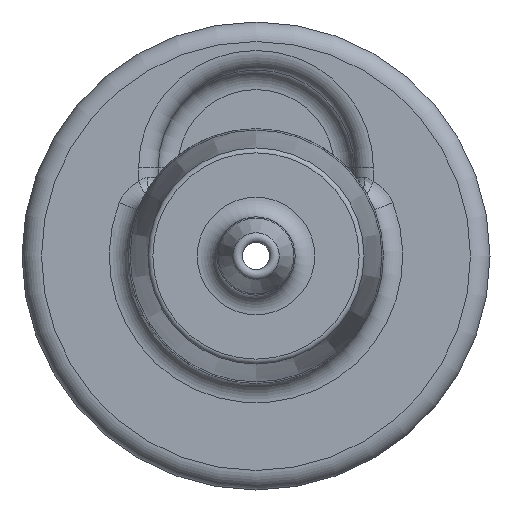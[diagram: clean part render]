
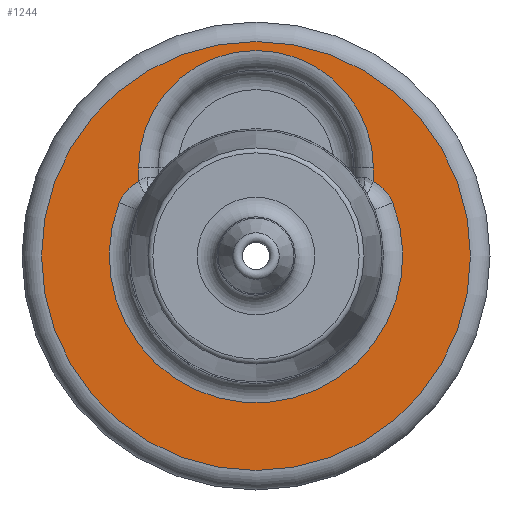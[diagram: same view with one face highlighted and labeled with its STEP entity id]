
A CAD part, front view. The second image highlights one B-rep face of the part: STEP entity #1244.
In plain terms, the highlighted planar face has unit normal (0, -1, 0).
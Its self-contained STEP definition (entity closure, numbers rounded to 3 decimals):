
#30=FACE_BOUND('',#153,.T.);
#35=PLANE('',#1346);
#75=FACE_OUTER_BOUND('',#152,.T.);
#152=EDGE_LOOP('',(#843));
#153=EDGE_LOOP('',(#844,#845,#846,#847,#848,#849));
#292=CIRCLE('',#1339,10.959);
#298=CIRCLE('',#1347,2.);
#299=CIRCLE('',#1348,6.);
#300=CIRCLE('',#1349,2.);
#301=CIRCLE('',#1350,7.5);
#392=LINE('',#2121,#435);
#393=LINE('',#2125,#436);
#435=VECTOR('',#1543,10.);
#436=VECTOR('',#1546,10.);
#502=VERTEX_POINT('',#2103);
#507=VERTEX_POINT('',#2117);
#508=VERTEX_POINT('',#2118);
#509=VERTEX_POINT('',#2120);
#510=VERTEX_POINT('',#2122);
#511=VERTEX_POINT('',#2124);
#512=VERTEX_POINT('',#2126);
#629=EDGE_CURVE('',#502,#502,#292,.T.);
#636=EDGE_CURVE('',#507,#508,#298,.T.);
#637=EDGE_CURVE('',#509,#507,#392,.T.);
#638=EDGE_CURVE('',#510,#509,#299,.T.);
#639=EDGE_CURVE('',#511,#510,#393,.T.);
#640=EDGE_CURVE('',#512,#511,#300,.T.);
#641=EDGE_CURVE('',#508,#512,#301,.T.);
#843=ORIENTED_EDGE('',*,*,#629,.F.);
#844=ORIENTED_EDGE('',*,*,#636,.F.);
#845=ORIENTED_EDGE('',*,*,#637,.F.);
#846=ORIENTED_EDGE('',*,*,#638,.F.);
#847=ORIENTED_EDGE('',*,*,#639,.F.);
#848=ORIENTED_EDGE('',*,*,#640,.F.);
#849=ORIENTED_EDGE('',*,*,#641,.F.);
#1244=ADVANCED_FACE('',(#75,#30),#35,.T.);
#1339=AXIS2_PLACEMENT_3D('',#2104,#1524,#1525);
#1346=AXIS2_PLACEMENT_3D('',#2116,#1539,#1540);
#1347=AXIS2_PLACEMENT_3D('',#2119,#1541,#1542);
#1348=AXIS2_PLACEMENT_3D('',#2123,#1544,#1545);
#1349=AXIS2_PLACEMENT_3D('',#2127,#1547,#1548);
#1350=AXIS2_PLACEMENT_3D('',#2128,#1549,#1550);
#1524=DIRECTION('center_axis',(0.,1.,0.));
#1525=DIRECTION('ref_axis',(-1.,0.,0.));
#1539=DIRECTION('center_axis',(0.,-1.,0.));
#1540=DIRECTION('ref_axis',(1.,0.,0.));
#1541=DIRECTION('center_axis',(0.,-1.,0.));
#1542=DIRECTION('ref_axis',(-0.735,0.,0.678));
#1543=DIRECTION('',(0.,0.,-1.));
#1544=DIRECTION('center_axis',(0.,-1.,0.));
#1545=DIRECTION('ref_axis',(0.,0.,1.));
#1546=DIRECTION('',(0.,0.,1.));
#1547=DIRECTION('center_axis',(0.,-1.,0.));
#1548=DIRECTION('ref_axis',(0.735,0.,0.678));
#1549=DIRECTION('center_axis',(0.,-1.,0.));
#1550=DIRECTION('ref_axis',(0.,0.,-1.));
#2103=CARTESIAN_POINT('',(0.,33.,10.959));
#2104=CARTESIAN_POINT('Origin',(0.,33.,0.));
#2116=CARTESIAN_POINT('Origin',(0.,33.,0.));
#2117=CARTESIAN_POINT('',(-6.,33.,3.798));
#2118=CARTESIAN_POINT('',(-6.987,33.,2.727));
#2119=CARTESIAN_POINT('Origin',(-5.123,33.,2.));
#2120=CARTESIAN_POINT('',(-6.,33.,4.5));
#2121=CARTESIAN_POINT('',(-6.,33.,1.5));
#2122=CARTESIAN_POINT('',(6.,33.,4.5));
#2123=CARTESIAN_POINT('Origin',(0.,33.,4.5));
#2124=CARTESIAN_POINT('',(6.,33.,3.798));
#2125=CARTESIAN_POINT('',(6.,33.,2.25));
#2126=CARTESIAN_POINT('',(6.987,33.,2.727));
#2127=CARTESIAN_POINT('Origin',(5.123,33.,2.));
#2128=CARTESIAN_POINT('Origin',(0.,33.,0.));
